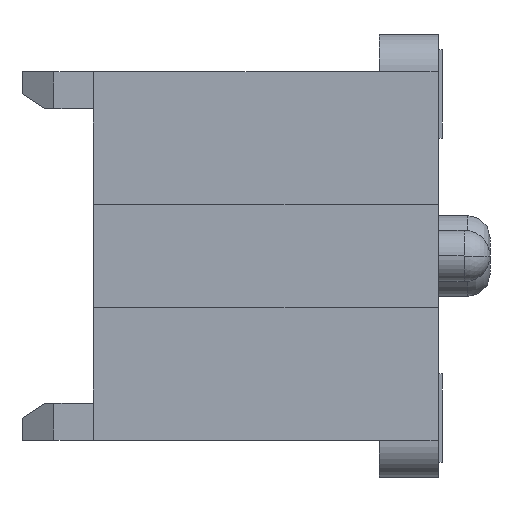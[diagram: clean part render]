
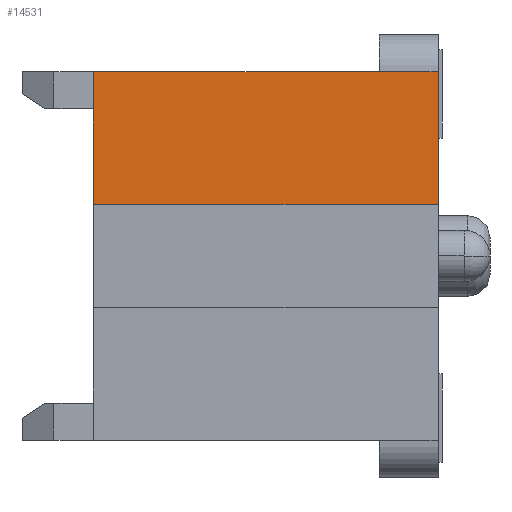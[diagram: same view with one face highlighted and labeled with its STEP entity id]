
A CAD part, left-side view. The second image highlights one B-rep face of the part: STEP entity #14531.
In plain terms, the highlighted planar face has unit normal (-1, 0, 0).
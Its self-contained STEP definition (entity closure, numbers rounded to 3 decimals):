
#55=DIRECTION('',(0.,0.,-1.));
#56=VECTOR('',#55,1.8);
#57=CARTESIAN_POINT('',(-18.9,0.,2.5));
#58=LINE('28768',#57,#56);
#118=DIRECTION('',(0.,1.,0.));
#119=VECTOR('',#118,0.6);
#120=CARTESIAN_POINT('',(-18.9,0.2,2.5));
#121=LINE('28873',#120,#119);
#122=DIRECTION('',(0.,-1.,0.));
#123=VECTOR('',#122,0.2);
#124=CARTESIAN_POINT('',(-18.9,0.2,2.5));
#125=LINE('28891',#124,#123);
#126=DIRECTION('',(0.,1.,0.));
#127=VECTOR('',#126,3.88);
#128=CARTESIAN_POINT('',(-18.9,0.8,2.5));
#129=LINE('24037',#128,#127);
#130=DIRECTION('',(0.,-1.,0.));
#131=VECTOR('',#130,4.68);
#132=CARTESIAN_POINT('',(-18.9,4.68,0.7));
#133=LINE('28906',#132,#131);
#2687=DIRECTION('',(0.,0.,1.));
#2688=VECTOR('',#2687,1.8);
#2689=CARTESIAN_POINT('',(-18.9,4.68,0.7));
#2690=LINE('25250',#2689,#2688);
#10921=CARTESIAN_POINT('',(-18.9,0.8,2.5));
#10923=VERTEX_POINT('',#10921);
#10925=CARTESIAN_POINT('',(-18.9,4.68,2.5));
#10926=VERTEX_POINT('',#10925);
#11485=CARTESIAN_POINT('',(-18.9,4.68,0.7));
#11486=VERTEX_POINT('',#11485);
#12070=CARTESIAN_POINT('',(-18.9,0.,2.5));
#12072=VERTEX_POINT('',#12070);
#12073=CARTESIAN_POINT('',(-18.9,0.,0.7));
#12074=VERTEX_POINT('',#12073);
#12115=CARTESIAN_POINT('',(-18.9,0.2,2.5));
#12116=VERTEX_POINT('',#12115);
#14515=CARTESIAN_POINT('',(-18.9,2.44,1.6));
#14516=DIRECTION('',(1.,0.,0.));
#14517=DIRECTION('',(0.,0.,1.));
#14518=AXIS2_PLACEMENT_3D('',#14515,#14516,#14517);
#14519=PLANE('22483',#14518);
#14520=ORIENTED_EDGE('28873',*,*,#14508,.F.);
#14521=ORIENTED_EDGE('28891',*,*,#14506,.T.);
#14522=ORIENTED_EDGE('28768',*,*,#14435,.T.);
#14524=ORIENTED_EDGE('28906',*,*,#14523,.F.);
#14526=ORIENTED_EDGE('25250',*,*,#14525,.T.);
#14528=ORIENTED_EDGE('24037',*,*,#14527,.F.);
#14529=EDGE_LOOP('22483',(#14520,#14521,#14522,#14524,#14526,#14528));
#14530=FACE_OUTER_BOUND('22483',#14529,.F.);
#14531=ADVANCED_FACE('22483',(#14530),#14519,.F.);
#14435=EDGE_CURVE('28768',#12072,#12074,#58,.T.);
#14506=EDGE_CURVE('28891',#12116,#12072,#125,.T.);
#14508=EDGE_CURVE('28873',#12116,#10923,#121,.T.);
#14523=EDGE_CURVE('28906',#11486,#12074,#133,.T.);
#14525=EDGE_CURVE('25250',#11486,#10926,#2690,.T.);
#14527=EDGE_CURVE('24037',#10923,#10926,#129,.T.);
